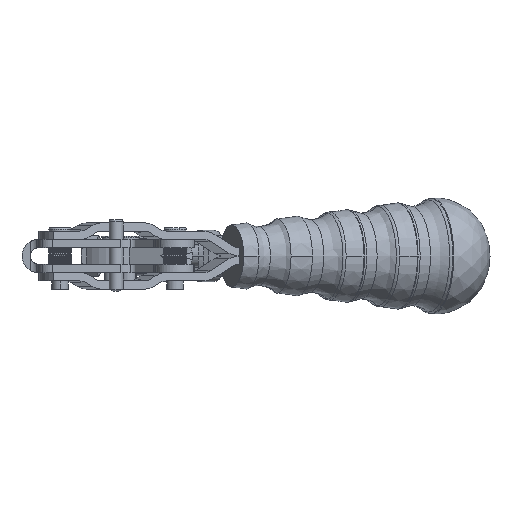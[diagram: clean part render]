
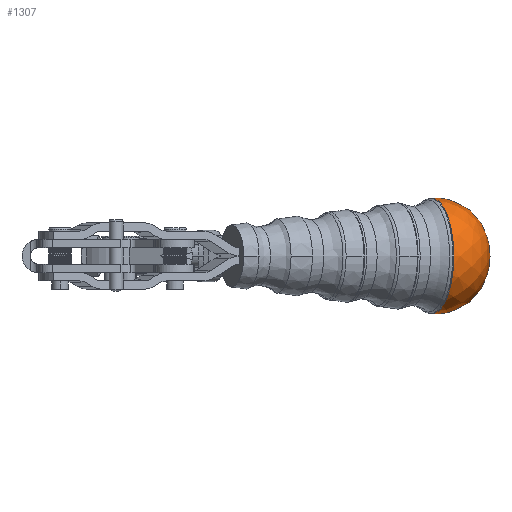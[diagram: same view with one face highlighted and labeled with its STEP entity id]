
A CAD part, front view. The second image highlights one B-rep face of the part: STEP entity #1307.
In plain terms, the highlighted free-form (B-spline) face has degree [2, 2] with [5, 9] control points.
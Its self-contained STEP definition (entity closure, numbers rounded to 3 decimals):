
#1189=CARTESIAN_POINT('',(120.635,11.053,-96.074));
#1190=VERTEX_POINT('',#1189);
#1198=CARTESIAN_POINT('',(128.606,-8.189,-75.247));
#1199=VERTEX_POINT('',#1198);
#1200=CARTESIAN_POINT('',(120.635,11.053,-75.247));
#1201=DIRECTION('',(-0.924,-0.383,0.));
#1202=DIRECTION('',(-0.383,0.924,0.));
#1203=AXIS2_PLACEMENT_3D('',#1200,#1201,#1202);
#1204=CIRCLE('',#1203,20.827);
#1205=EDGE_CURVE('',#1190,#1199,#1204,.T.);
#1226=CARTESIAN_POINT('',(138.956,18.641,-75.247));
#1227=CARTESIAN_POINT('',(140.707,19.367,-86.673));
#1228=CARTESIAN_POINT('',(131.826,15.688,-93.134));
#1229=CARTESIAN_POINT('',(122.945,12.009,-99.594));
#1230=CARTESIAN_POINT('',(113.832,8.235,-93.523));
#1231=CARTESIAN_POINT('',(138.956,18.641,-75.247));
#1232=CARTESIAN_POINT('',(136.335,29.923,-86.673));
#1233=CARTESIAN_POINT('',(124.981,32.213,-93.134));
#1234=CARTESIAN_POINT('',(113.627,34.503,-99.594));
#1235=CARTESIAN_POINT('',(106.839,25.119,-93.523));
#1236=CARTESIAN_POINT('',(138.956,18.641,-75.247));
#1237=CARTESIAN_POINT('',(136.335,29.923,-75.247));
#1238=CARTESIAN_POINT('',(124.981,32.213,-75.247));
#1239=CARTESIAN_POINT('',(113.627,34.503,-75.247));
#1240=CARTESIAN_POINT('',(106.839,25.119,-75.247));
#1241=CARTESIAN_POINT('',(138.956,18.641,-75.247));
#1242=CARTESIAN_POINT('',(136.335,29.923,-63.821));
#1243=CARTESIAN_POINT('',(124.981,32.213,-57.361));
#1244=CARTESIAN_POINT('',(113.627,34.503,-50.9));
#1245=CARTESIAN_POINT('',(106.839,25.119,-56.972));
#1246=CARTESIAN_POINT('',(138.956,18.641,-75.247));
#1247=CARTESIAN_POINT('',(140.707,19.367,-63.821));
#1248=CARTESIAN_POINT('',(131.826,15.688,-57.361));
#1249=CARTESIAN_POINT('',(122.945,12.009,-50.9));
#1250=CARTESIAN_POINT('',(113.832,8.235,-56.972));
#1251=CARTESIAN_POINT('',(138.956,18.641,-75.247));
#1252=CARTESIAN_POINT('',(145.08,8.81,-63.821));
#1253=CARTESIAN_POINT('',(138.671,-0.837,-57.361));
#1254=CARTESIAN_POINT('',(132.262,-10.485,-50.9));
#1255=CARTESIAN_POINT('',(120.826,-8.65,-56.972));
#1256=CARTESIAN_POINT('',(138.956,18.641,-75.247));
#1257=CARTESIAN_POINT('',(145.08,8.81,-75.247));
#1258=CARTESIAN_POINT('',(138.671,-0.837,-75.247));
#1259=CARTESIAN_POINT('',(132.262,-10.485,-75.247));
#1260=CARTESIAN_POINT('',(120.826,-8.65,-75.247));
#1261=CARTESIAN_POINT('',(138.956,18.641,-75.247));
#1262=CARTESIAN_POINT('',(145.08,8.81,-86.673));
#1263=CARTESIAN_POINT('',(138.671,-0.837,-93.134));
#1264=CARTESIAN_POINT('',(132.262,-10.485,-99.594));
#1265=CARTESIAN_POINT('',(120.826,-8.65,-93.523));
#1266=CARTESIAN_POINT('',(138.956,18.641,-75.247));
#1267=CARTESIAN_POINT('',(140.707,19.367,-86.673));
#1268=CARTESIAN_POINT('',(131.826,15.688,-93.134));
#1269=CARTESIAN_POINT('',(122.945,12.009,-99.594));
#1270=CARTESIAN_POINT('',(113.832,8.235,-93.523));
#1278=(BOUNDED_SURFACE()B_SPLINE_SURFACE(2,2,((#1226,#1231,#1236,#1241,#1246,#1251,#1256,#1261,#1266),(#1227,#1232,#1237,#1242,#1247,#1252,#1257,#1262,#1267),(#1228,#1233,#1238,#1243,#1248,#1253,#1258,#1263,#1268),(#1229,#1234,#1239,#1244,#1249,#1254,#1259,#1264,#1269),(#1230,#1235,#1240,#1245,#1250,#1255,#1260,#1265,#1270)),.UNSPECIFIED.,.F.,.T.,.U.)B_SPLINE_SURFACE_WITH_KNOTS((3,2,3),(3,2,2,2,3),(-1.735,-0.592,0.552),(0.0,1.571,3.142,4.712,6.283),.UNSPECIFIED.)GEOMETRIC_REPRESENTATION_ITEM()RATIONAL_B_SPLINE_SURFACE(((1.0,0.707,1.0,0.707,1.0,0.707,1.0,0.707,1.0),(0.841,0.595,0.841,0.595,0.841,0.595,0.841,0.595,0.841),(1.0,0.707,1.0,0.707,1.0,0.707,1.0,0.707,1.0),(0.841,0.595,0.841,0.595,0.841,0.595,0.841,0.595,0.841),(1.0,0.707,1.0,0.707,1.0,0.707,1.0,0.707,1.0)))REPRESENTATION_ITEM('')SURFACE());
#1279=CARTESIAN_POINT('',(138.956,18.641,-75.247));
#1280=VERTEX_POINT('',#1279);
#1281=CARTESIAN_POINT('',(122.55,11.846,-78.194));
#1282=DIRECTION('',(0.383,-0.924,0.0));
#1283=DIRECTION('',(0.0,0.0,-1.0));
#1284=AXIS2_PLACEMENT_3D('',#1281,#1282,#1283);
#1285=CIRCLE('',#1284,18.);
#1286=EDGE_CURVE('',#1190,#1280,#1285,.T.);
#1287=ORIENTED_EDGE('',*,*,#1286,.T.);
#1288=CARTESIAN_POINT('',(120.635,11.053,-54.42));
#1289=VERTEX_POINT('',#1288);
#1290=CARTESIAN_POINT('',(122.55,11.846,-72.3));
#1291=DIRECTION('',(0.383,-0.924,0.0));
#1292=DIRECTION('',(0.0,0.0,1.0));
#1293=AXIS2_PLACEMENT_3D('',#1290,#1291,#1292);
#1294=CIRCLE('',#1293,18.);
#1295=EDGE_CURVE('',#1280,#1289,#1294,.T.);
#1296=ORIENTED_EDGE('',*,*,#1295,.T.);
#1297=CARTESIAN_POINT('',(120.635,11.053,-75.247));
#1298=DIRECTION('',(-0.924,-0.383,0.));
#1299=DIRECTION('',(-0.383,0.924,0.));
#1300=AXIS2_PLACEMENT_3D('',#1297,#1298,#1299);
#1301=CIRCLE('',#1300,20.827);
#1302=EDGE_CURVE('',#1199,#1289,#1301,.T.);
#1303=ORIENTED_EDGE('',*,*,#1302,.F.);
#1304=ORIENTED_EDGE('',*,*,#1205,.F.);
#1305=EDGE_LOOP('',(#1287,#1296,#1303,#1304));
#1306=FACE_OUTER_BOUND('',#1305,.T.);
#1307=ADVANCED_FACE('',(#1306),#1278,.T.);
